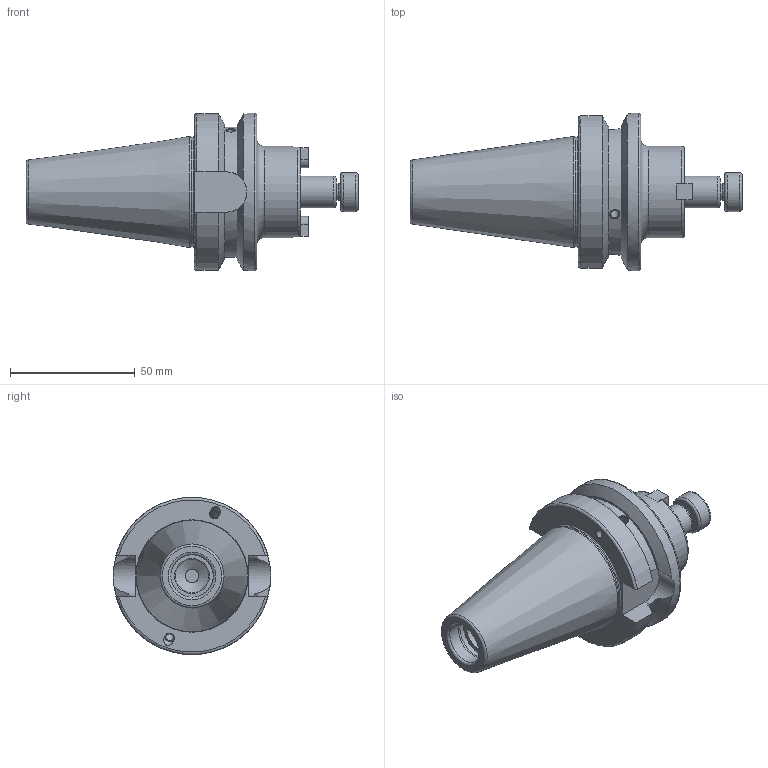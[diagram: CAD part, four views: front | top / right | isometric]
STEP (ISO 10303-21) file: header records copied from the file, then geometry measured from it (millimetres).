
FILE_DESCRIPTION(/* description */ (''),/* implementation_level */ '2;1');
FILE_NAME(/* name */ 'EH006B.stp',/* time_stamp */ '2022-08-05T11:23:33+09:00',/* author */ ('eos'),/* organization */ (''),/* preprocessor_version */ 'ST-DEVELOPER v18.1',/* originating_system */ 'Autodesk Inventor 2022',/* authorisation */ '');
FILE_SCHEMA (('AUTOMOTIVE_DESIGN { 1 0 10303 214 3 1 1 }'));
Products named in the file (5): LO-BT40ADB-SMA12.7-44.45; BT40; SMA27-DRIV EKEY-SECO; #4288; COLLAR BOLT-UNF3_4-16x47L
Assembly tree (4 placements, depth 2):
  LO-BT40ADB-SMA12.7-44.45
    BT40
    SMA27-DRIV EKEY-SECO  x2
    COLLAR BOLT-UNF3_4-16x47L
  #4288
Bounding box: 132.91 x 63 x 63 mm (x, y, z)
Volume: 140974.1 mm3; surface area: 28282.4 mm2
Topology: 6 solids, 6 shells, 153 faces, 374 edges, 243 vertices
Faces by surface type: plane 72, cylinder 45, cone 19, torus 17
Full cylindrical faces by diameter (mm): 1.941 x2, 2.515 x2, 2.6 x2, 3.242 x8, 4 x4, 4.089 x2, 4.2 x2, 5.359 x1, 6.35 x2, 7 x1, 12.7 x1, 13.5 x1, 13.835 x1, 15.7 x1, 17 x1, 17.6 x1, 36.53 x1, 44 x1, 63 x1
Entity records: 4268 total; most frequent: CARTESIAN_POINT 950, DIRECTION 696, ORIENTED_EDGE 628, EDGE_CURVE 314, AXIS2_PLACEMENT_3D 280, VERTEX_POINT 207, EDGE_LOOP 155, LINE 136
